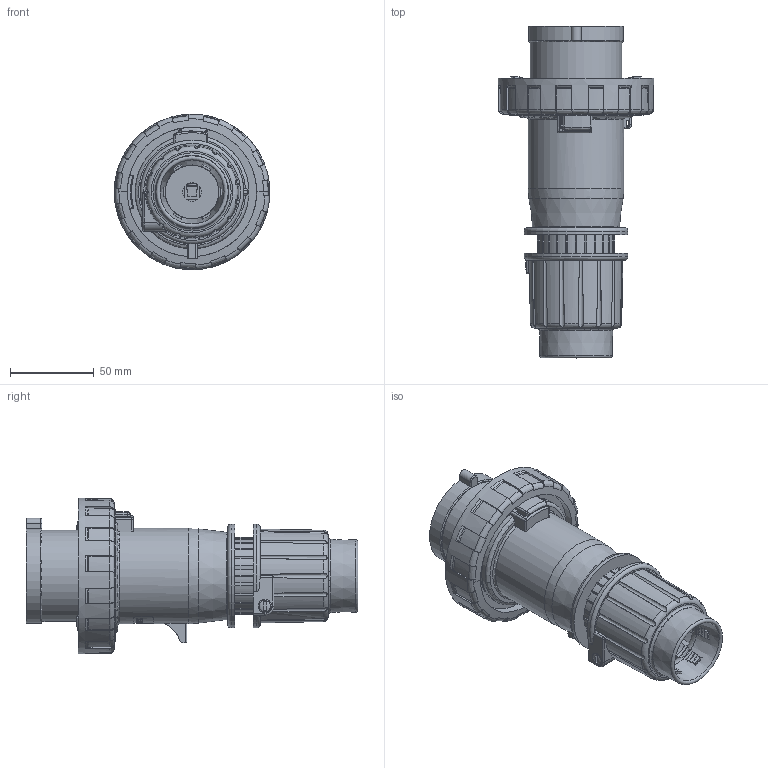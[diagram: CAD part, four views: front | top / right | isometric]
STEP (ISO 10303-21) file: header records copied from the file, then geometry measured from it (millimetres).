
FILE_DESCRIPTION(/* description */ (''),/* implementation_level */ '2;1');
FILE_NAME(/* name */ '4003558.stp',/* time_stamp */ '2019-11-04T08:11:25+01:00',/* author */ (''),/* organization */ (''),/* preprocessor_version */ 'ST-DEVELOPER v16.7',/* originating_system */ 'SIEMENS PLM Software NX 1888',/* authorisation */ '');
FILE_SCHEMA (('AUTOMOTIVE_DESIGN { 1 0 10303 214 3 1 1 1 }'));
Products named in the file (1): BSOMB26489C0foj8
Bounding box: 92.96 x 198.3 x 92.86 mm (x, y, z)
Volume: 203177.9 mm3; surface area: 169137.6 mm2
Topology: 14 solids, 14 shells, 1563 faces, 4222 edges, 2740 vertices
Faces by surface type: plane 639, cylinder 407, bspline 192, cone 171, torus 119, extrusion 20, sphere 15
Full cylindrical faces by diameter (mm): 1.5 x1, 1.8 x3, 2 x1, 2.4 x1, 2.7 x3, 2.8 x6, 3 x1, 3.5 x1, 4.4 x3, 4.5 x1, 4.7 x3, 5 x3, 5.5 x2, 5.8 x1, 6 x3, 6.3 x2, 6.9 x1, 7 x1, 7.938 x1, 8 x2, 8.3 x3, 9.002 x1, 9.3 x1, 11 x3, 11.998 x1, 14.3 x1, 14.4 x1, 17.5 x1, 17.6 x1, 20.6 x1
Entity records: 71009 total; most frequent: CARTESIAN_POINT 34444, ORIENTED_EDGE 8012, DIRECTION 6781, EDGE_CURVE 4006, VERTEX_POINT 2680, AXIS2_PLACEMENT_3D 2595, EDGE_LOOP 1827, VECTOR 1591
